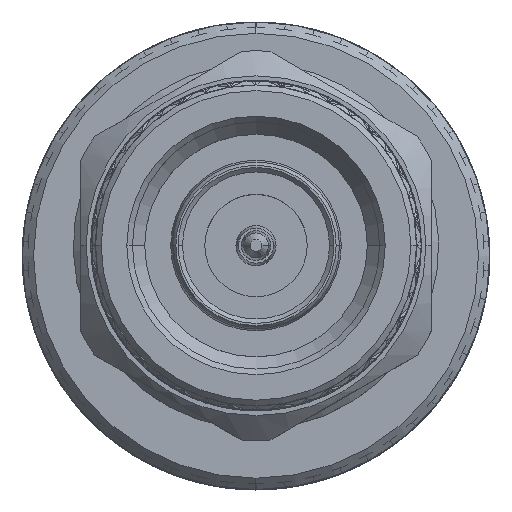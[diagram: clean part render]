
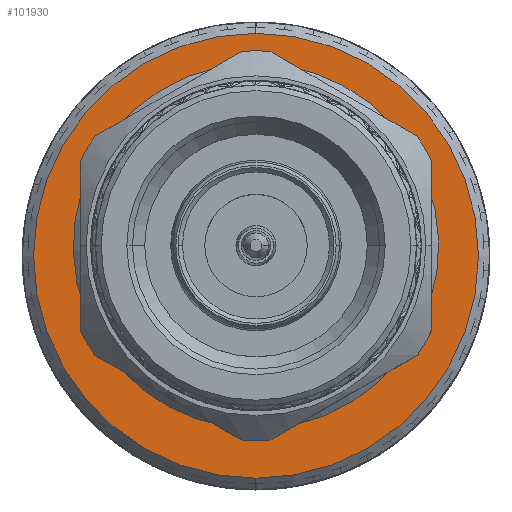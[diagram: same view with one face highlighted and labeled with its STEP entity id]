
A CAD part, top view. The second image highlights one B-rep face of the part: STEP entity #101930.
In plain terms, the highlighted face is planar.
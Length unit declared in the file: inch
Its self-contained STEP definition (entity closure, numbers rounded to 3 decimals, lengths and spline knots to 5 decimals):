
#7042 = PLANE ( 'NONE',  #126527 ) ;
#16584 = CARTESIAN_POINT ( 'NONE',  ( 0.62545, 0., 0. ) ) ;
#21288 = CIRCLE ( 'NONE', #67037, 0.39339 ) ;
#21408 = CARTESIAN_POINT ( 'NONE',  ( 0.62545, 0., 0. ) ) ;
#22293 = EDGE_CURVE ( 'NONE', #93834, #71127, #21288, .T. ) ;
#27451 = VERTEX_POINT ( 'NONE', #131097 ) ;
#35684 = DIRECTION ( 'NONE',  ( 1., 0., 0. ) ) ;
#39059 = EDGE_CURVE ( 'NONE', #71127, #93834, #141308, .T. ) ;
#46211 = EDGE_CURVE ( 'NONE', #27451, #150849, #138264, .T. ) ;
#49695 = DIRECTION ( 'NONE',  ( 0., -1., 0. ) ) ;
#53245 = DIRECTION ( 'NONE',  ( 1., 0., 0. ) ) ;
#59062 = DIRECTION ( 'NONE',  ( 0., 1., 0. ) ) ;
#61287 = CARTESIAN_POINT ( 'NONE',  ( 0.62545, 0., 0.27089 ) ) ;
#63914 = CARTESIAN_POINT ( 'NONE',  ( 0.62545, 0.39339, 0. ) ) ;
#64303 = ORIENTED_EDGE ( 'NONE', *, *, #155832, .F. ) ;
#65186 = AXIS2_PLACEMENT_3D ( 'NONE', #119708, #35684, #96396 ) ;
#67037 = AXIS2_PLACEMENT_3D ( 'NONE', #16584, #81950, #140005 ) ;
#71127 = VERTEX_POINT ( 'NONE', #119234 ) ;
#72458 = DIRECTION ( 'NONE',  ( -1., 0., 0. ) ) ;
#81301 = AXIS2_PLACEMENT_3D ( 'NONE', #105112, #171310, #49695 ) ;
#81950 = DIRECTION ( 'NONE',  ( 1., 0., 0. ) ) ;
#93497 = CARTESIAN_POINT ( 'NONE',  ( 0.62545, 0., 0. ) ) ;
#93834 = VERTEX_POINT ( 'NONE', #63914 ) ;
#96396 = DIRECTION ( 'NONE',  ( 0., -1., 0. ) ) ;
#97349 = ORIENTED_EDGE ( 'NONE', *, *, #46211, .F. ) ;
#101930 = ADVANCED_FACE ( 'NONE', ( #102780, #157343 ), #7042, .F. ) ;
#102780 = FACE_BOUND ( 'NONE', #147731, .T. ) ;
#105112 = CARTESIAN_POINT ( 'NONE',  ( 0.62545, 0., 0. ) ) ;
#107889 = EDGE_LOOP ( 'NONE', ( #159725, #135676 ) ) ;
#118306 = AXIS2_PLACEMENT_3D ( 'NONE', #93497, #53245, #163223 ) ;
#119234 = CARTESIAN_POINT ( 'NONE',  ( 0.62545, -0.39339, 0. ) ) ;
#119708 = CARTESIAN_POINT ( 'NONE',  ( 0.62545, 0., 0. ) ) ;
#126527 = AXIS2_PLACEMENT_3D ( 'NONE', #21408, #72458, #59062 ) ;
#131097 = CARTESIAN_POINT ( 'NONE',  ( 0.62545, 0., -0.27089 ) ) ;
#135676 = ORIENTED_EDGE ( 'NONE', *, *, #22293, .T. ) ;
#138264 = CIRCLE ( 'NONE', #118306, 0.27089 ) ;
#140005 = DIRECTION ( 'NONE',  ( 0., -1., 0. ) ) ;
#141308 = CIRCLE ( 'NONE', #81301, 0.39339 ) ;
#142245 = CIRCLE ( 'NONE', #65186, 0.27089 ) ;
#147731 = EDGE_LOOP ( 'NONE', ( #97349, #64303 ) ) ;
#150849 = VERTEX_POINT ( 'NONE', #61287 ) ;
#155832 = EDGE_CURVE ( 'NONE', #150849, #27451, #142245, .T. ) ;
#157343 = FACE_OUTER_BOUND ( 'NONE', #107889, .T. ) ;
#159725 = ORIENTED_EDGE ( 'NONE', *, *, #39059, .T. ) ;
#163223 = DIRECTION ( 'NONE',  ( 0., -1., 0. ) ) ;
#171310 = DIRECTION ( 'NONE',  ( 1., 0., 0. ) ) ;
